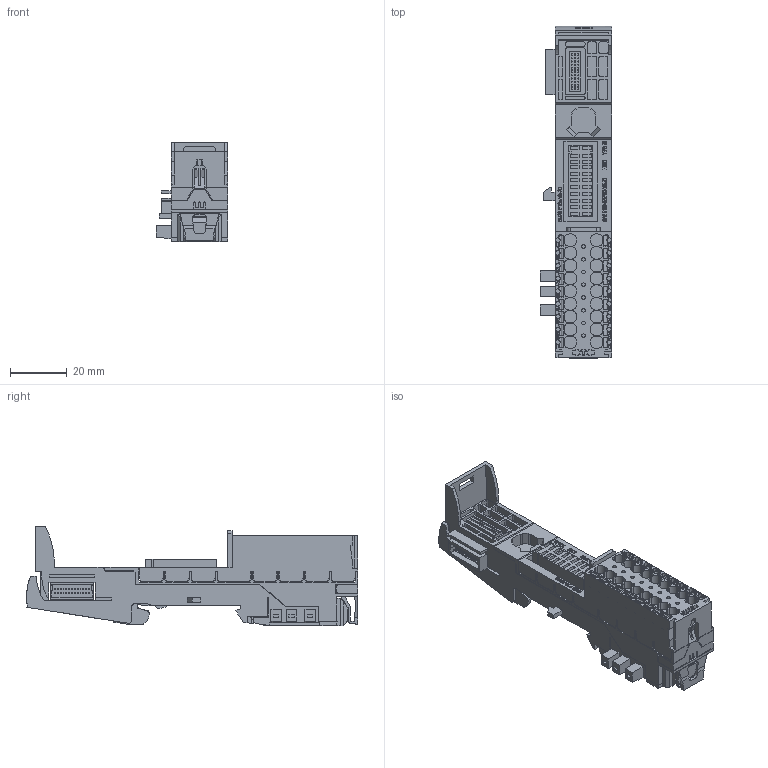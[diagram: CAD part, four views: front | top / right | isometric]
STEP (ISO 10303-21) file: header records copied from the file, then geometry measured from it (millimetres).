
FILE_DESCRIPTION(/* description */ (''),/* implementation_level */ '2;1');
FILE_NAME(/* name */ '6AG1193-6BP00-7DU0_3d.stp',/* time_stamp */ '2025-02-08T14:16:19+08:00',/* author */ (''),/* organization */ (''),/* preprocessor_version */ 'ST-DEVELOPER v18.102',/* originating_system */ 'SIEMENS PLM Software NX 2023',/* authorisation */ '');
FILE_SCHEMA (('AUTOMOTIVE_DESIGN { 1 0 10303 214 3 1 1 1 }'));
Products named in the file (3): A5E54362860A_RS-AA_001_1-labeling; A5E43890360A_RS-AA_002_1-box; A5E54362859A_RS-AA_001_1-CAx_6AG11936BP007DU0
Assembly tree (2 placements, depth 2):
  A5E54362859A_RS-AA_001_1-CAx_6AG11936BP007DU0
    A5E43890360A_RS-AA_002_1-box
    A5E54362860A_RS-AA_001_1-labeling
Bounding box: 25.31 x 117.14 x 35 mm (x, y, z)
Volume: 41581.4 mm3; surface area: 30707.3 mm2
Topology: 87 solids, 88 shells, 3452 faces, 9185 edges, 6075 vertices
Faces by surface type: plane 2633, cylinder 418, extrusion 401
Full cylindrical faces by diameter (mm): 1.3 x8
Entity records: 142054 total; most frequent: CARTESIAN_POINT 33295, ORIENTED_EDGE 18354, DIRECTION 15027, EDGE_CURVE 9177, VECTOR 7241, LINE 6840, VERTEX_POINT 6075, AXIS2_PLACEMENT_3D 3893
